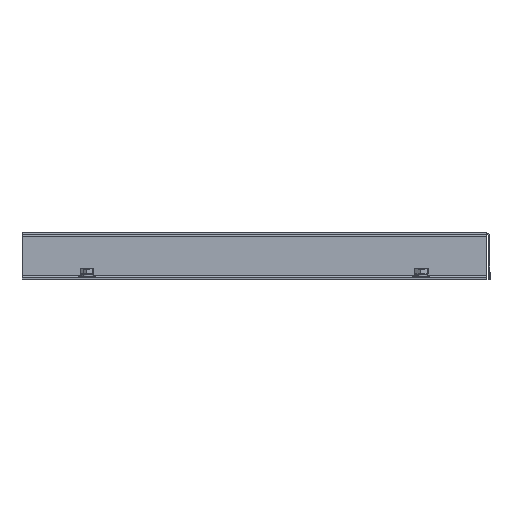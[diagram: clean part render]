
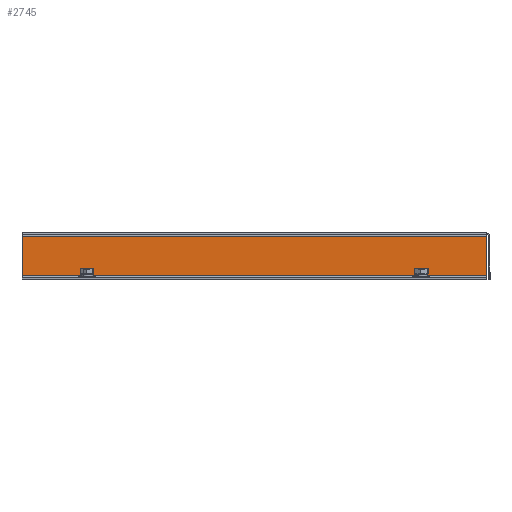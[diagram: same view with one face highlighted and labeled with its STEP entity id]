
A CAD part, left-side view. The second image highlights one B-rep face of the part: STEP entity #2745.
In plain terms, the highlighted planar face has unit normal (-1, 0, 0).
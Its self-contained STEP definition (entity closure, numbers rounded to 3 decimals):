
#34 = ORIENTED_EDGE ( 'NONE', *, *, #1807, .F. ) ;
#44 = VECTOR ( 'NONE', #4076, 1000. ) ;
#140 = EDGE_LOOP ( 'NONE', ( #2469, #2964, #34, #4026 ) ) ;
#196 = CARTESIAN_POINT ( 'NONE',  ( -279.2, 0., 0. ) ) ;
#225 = CARTESIAN_POINT ( 'NONE',  ( -279.2, 0., -2. ) ) ;
#325 = DIRECTION ( 'NONE',  ( 0., 0., -1. ) ) ;
#355 = CARTESIAN_POINT ( 'NONE',  ( -279.2, 0., -23. ) ) ;
#828 = LINE ( 'NONE', #1759, #44 ) ;
#934 = DIRECTION ( 'NONE',  ( 1., 0., 0. ) ) ;
#999 = VERTEX_POINT ( 'NONE', #3105 ) ;
#1133 = VECTOR ( 'NONE', #3651, 1000. ) ;
#1155 = DIRECTION ( 'NONE',  ( 0., 0., 1. ) ) ;
#1253 = FACE_OUTER_BOUND ( 'NONE', #140, .T. ) ;
#1298 = LINE ( 'NONE', #225, #1133 ) ;
#1750 = CARTESIAN_POINT ( 'NONE',  ( -279.2, 250., -2. ) ) ;
#1759 = CARTESIAN_POINT ( 'NONE',  ( -279.2, 250., 0. ) ) ;
#1807 = EDGE_CURVE ( 'NONE', #2011, #2201, #1298, .T. ) ;
#1858 = PLANE ( 'NONE',  #2381 ) ;
#2011 = VERTEX_POINT ( 'NONE', #1750 ) ;
#2201 = VERTEX_POINT ( 'NONE', #3602 ) ;
#2286 = DIRECTION ( 'NONE',  ( 0., 1., 0. ) ) ;
#2381 = AXIS2_PLACEMENT_3D ( 'NONE', #3522, #934, #325 ) ;
#2469 = ORIENTED_EDGE ( 'NONE', *, *, #3066, .F. ) ;
#2590 = EDGE_CURVE ( 'NONE', #2011, #999, #828, .T. ) ;
#2745 = ADVANCED_FACE ( 'NONE', ( #1253 ), #1858, .F. ) ;
#2795 = LINE ( 'NONE', #196, #3305 ) ;
#2964 = ORIENTED_EDGE ( 'NONE', *, *, #3372, .T. ) ;
#3066 = EDGE_CURVE ( 'NONE', #3280, #999, #3276, .T. ) ;
#3105 = CARTESIAN_POINT ( 'NONE',  ( -279.2, 250., -23. ) ) ;
#3276 = LINE ( 'NONE', #355, #4025 ) ;
#3280 = VERTEX_POINT ( 'NONE', #3977 ) ;
#3305 = VECTOR ( 'NONE', #1155, 1000. ) ;
#3372 = EDGE_CURVE ( 'NONE', #3280, #2201, #2795, .T. ) ;
#3522 = CARTESIAN_POINT ( 'NONE',  ( -279.2, 0., 0. ) ) ;
#3602 = CARTESIAN_POINT ( 'NONE',  ( -279.2, 0., -2. ) ) ;
#3651 = DIRECTION ( 'NONE',  ( 0., -1., 0. ) ) ;
#3977 = CARTESIAN_POINT ( 'NONE',  ( -279.2, 0., -23. ) ) ;
#4025 = VECTOR ( 'NONE', #2286, 1000. ) ;
#4026 = ORIENTED_EDGE ( 'NONE', *, *, #2590, .T. ) ;
#4076 = DIRECTION ( 'NONE',  ( 0., 0., -1. ) ) ;
